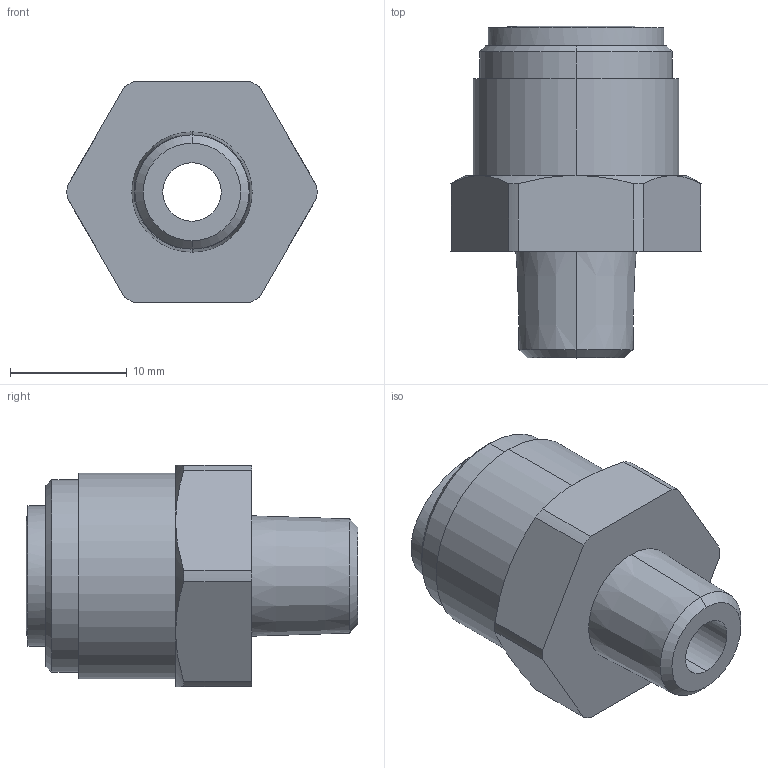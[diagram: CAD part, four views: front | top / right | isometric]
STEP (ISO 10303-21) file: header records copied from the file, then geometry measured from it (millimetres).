
FILE_DESCRIPTION (( 'STEP AP214' ), '1' );
FILE_NAME ('MS516-18N-P.step', '2017-08-29T20:50:18', ( '' ), ( '' ), 'SwSTEP 2.0', 'SolidWorks 2017', '' );
FILE_SCHEMA (( 'AUTOMOTIVE_DESIGN' ));
Length unit declared in the file: inch
Products named in the file (1): MS516-18N-P
Bounding box: 21.4 x 28.4 x 19 mm (x, y, z)
Volume: 4479.2 mm3; surface area: 2518.2 mm2
Topology: 1 solids, 1 shells, 44 faces, 102 edges, 64 vertices
Faces by surface type: cylinder 14, cone 12, plane 12, bspline 6
Entity records: 2128 total; most frequent: CARTESIAN_POINT 1119, ORIENTED_EDGE 204, DIRECTION 198, EDGE_CURVE 102, AXIS2_PLACEMENT_3D 83, VERTEX_POINT 64, EDGE_LOOP 50, CIRCLE 44
